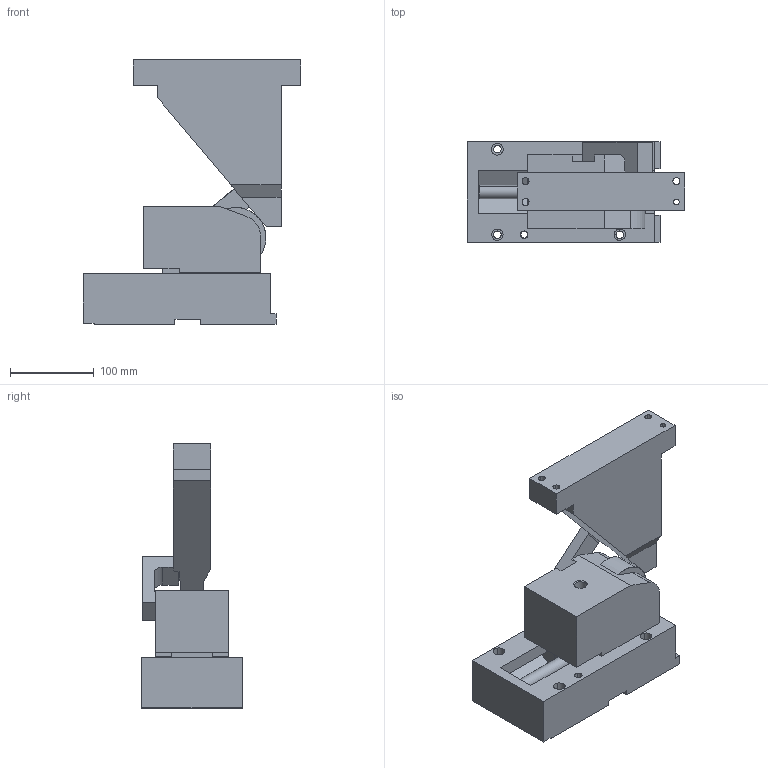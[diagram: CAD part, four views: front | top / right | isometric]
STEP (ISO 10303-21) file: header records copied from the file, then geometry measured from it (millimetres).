
FILE_DESCRIPTION(('CATIA V5 STEP Exchange'),'2;1');
FILE_NAME('CRCS_05000_80_ACCESSORIES.stp','2015-05-05T11:15:31+00:00',('none'),('none'),'CATIA Version 5 Release 20 GA (IN-10)','CATIA V5 STEP AP203','none');
FILE_SCHEMA(('CONFIG_CONTROL_DESIGN'));
Length unit declared in the file: millimetre
Products named in the file (1): CRCS_05000_80_ACCESSORIES
Assembly tree (3 placements, depth 2):
  CRCS_05000_80_ACCESSORIES
    #58
    #7729
    #8711
Bounding box: 259.59 x 120 x 315 mm (x, y, z)
Volume: 3182022 mm3; surface area: 348287.9 mm2
Topology: 5 solids, 36 shells, 348 faces, 801 edges, 524 vertices
Faces by surface type: plane 178, cylinder 134, cone 29, torus 7
Entity records: 9259 total; most frequent: CARTESIAN_POINT 1899, ORIENTED_EDGE 1574, DIRECTION 1196, EDGE_CURVE 787, VERTEX_POINT 524, AXIS2_PLACEMENT_3D 512, VECTOR 461, LINE 461
